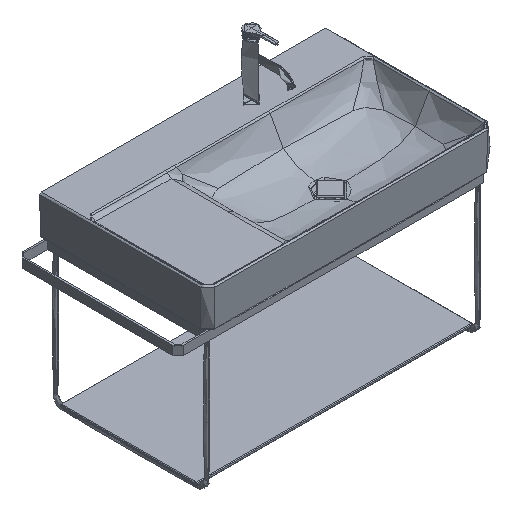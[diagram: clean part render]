
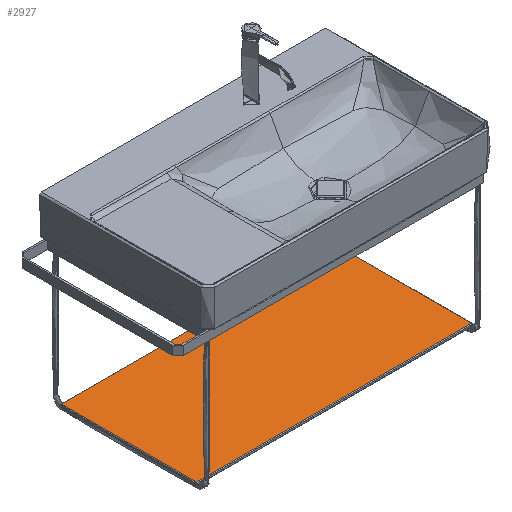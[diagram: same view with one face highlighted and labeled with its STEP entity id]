
A CAD part, isometric view. The second image highlights one B-rep face of the part: STEP entity #2927.
In plain terms, the highlighted free-form (B-spline) face has degree [1, 1] with [2, 2] control points.
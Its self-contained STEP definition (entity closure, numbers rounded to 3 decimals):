
#2927=ADVANCED_FACE('',(#3823),#28258,.T.);
#3823=FACE_OUTER_BOUND('',#4782,.T.);
#4782=EDGE_LOOP('',(#8935,#8936,#8937,#8938));
#8935=ORIENTED_EDGE('',*,*,#21620,.T.);
#8936=ORIENTED_EDGE('',*,*,#21601,.F.);
#8937=ORIENTED_EDGE('',*,*,#21618,.F.);
#8938=ORIENTED_EDGE('',*,*,#21621,.T.);
#13089=PCURVE('',#28250,#17275);
#13117=PCURVE('',#28257,#17303);
#13121=PCURVE('',#28258,#17307);
#13122=PCURVE('',#28258,#17308);
#13123=PCURVE('',#28258,#17309);
#13124=PCURVE('',#28258,#17310);
#13128=PCURVE('',#28259,#17314);
#13132=PCURVE('',#28260,#17318);
#17275=DEFINITIONAL_REPRESENTATION('',(#26529),#130170);
#17303=DEFINITIONAL_REPRESENTATION('',(#26574),#130170);
#17307=DEFINITIONAL_REPRESENTATION('',(#26580),#130170);
#17308=DEFINITIONAL_REPRESENTATION('',(#26581),#130170);
#17309=DEFINITIONAL_REPRESENTATION('',(#26582),#130170);
#17310=DEFINITIONAL_REPRESENTATION('',(#26584),#130170);
#17314=DEFINITIONAL_REPRESENTATION('',(#26589),#130170);
#17318=DEFINITIONAL_REPRESENTATION('',(#26595),#130170);
#19458=SURFACE_CURVE('',#26528,(#13089,#13122),.PCURVE_S1.);
#19475=SURFACE_CURVE('',#26573,(#13117,#13123),.PCURVE_S1.);
#19477=SURFACE_CURVE('',#26579,(#13121,#13128),.PCURVE_S1.);
#19478=SURFACE_CURVE('',#26583,(#13124,#13132),.PCURVE_S1.);
#21601=EDGE_CURVE('',#27909,#27910,#19458,.T.);
#21618=EDGE_CURVE('',#27920,#27909,#19475,.T.);
#21620=EDGE_CURVE('',#27921,#27910,#19477,.T.);
#21621=EDGE_CURVE('',#27920,#27921,#19478,.T.);
#26528=B_SPLINE_CURVE_WITH_KNOTS('',1,(#129952,#129953),.UNSPECIFIED.,.F.,
 .F.,(2,2),(0.,377.),.UNSPECIFIED.);
#26529=B_SPLINE_CURVE_WITH_KNOTS('',1,(#129954,#129955),.UNSPECIFIED.,.F.,
 .F.,(2,2),(0.,377.),.UNSPECIFIED.);
#26573=B_SPLINE_CURVE_WITH_KNOTS('',1,(#130042,#130043),.UNSPECIFIED.,.F.,
 .F.,(2,2),(-767.5,0.),.UNSPECIFIED.);
#26574=B_SPLINE_CURVE_WITH_KNOTS('',1,(#130044,#130045),.UNSPECIFIED.,.F.,
 .F.,(2,2),(-767.5,0.),.UNSPECIFIED.);
#26579=B_SPLINE_CURVE_WITH_KNOTS('',1,(#130054,#130055),.UNSPECIFIED.,.F.,
 .F.,(2,2),(0.,767.5),.UNSPECIFIED.);
#26580=B_SPLINE_CURVE_WITH_KNOTS('',1,(#130056,#130057),.UNSPECIFIED.,.F.,
 .F.,(2,2),(0.,767.5),.UNSPECIFIED.);
#26581=B_SPLINE_CURVE_WITH_KNOTS('',1,(#130058,#130059),.UNSPECIFIED.,.F.,
 .F.,(2,2),(0.,377.),.UNSPECIFIED.);
#26582=B_SPLINE_CURVE_WITH_KNOTS('',1,(#130060,#130061),.UNSPECIFIED.,.F.,
 .F.,(2,2),(-767.5,0.),.UNSPECIFIED.);
#26583=B_SPLINE_CURVE_WITH_KNOTS('',1,(#130062,#130063),.UNSPECIFIED.,.F.,
 .F.,(2,2),(0.,377.),.UNSPECIFIED.);
#26584=B_SPLINE_CURVE_WITH_KNOTS('',1,(#130064,#130065),.UNSPECIFIED.,.F.,
 .F.,(2,2),(0.,377.),.UNSPECIFIED.);
#26589=B_SPLINE_CURVE_WITH_KNOTS('',1,(#130074,#130075),.UNSPECIFIED.,.F.,
 .F.,(2,2),(0.,767.5),.UNSPECIFIED.);
#26595=B_SPLINE_CURVE_WITH_KNOTS('',1,(#130086,#130087),.UNSPECIFIED.,.F.,
 .F.,(2,2),(0.,377.),.UNSPECIFIED.);
#27909=VERTEX_POINT('',#129909);
#27910=VERTEX_POINT('',#129910);
#27920=VERTEX_POINT('',#129920);
#27921=VERTEX_POINT('',#129921);
#28250=B_SPLINE_SURFACE_WITH_KNOTS('',1,1,((#129836,#129837),(#129838,#129839)),
 .UNSPECIFIED.,.F.,.F.,.F.,(2,2),(2,2),(-1.358,1.358),
(-227.16,227.16),.UNSPECIFIED.);
#28257=B_SPLINE_SURFACE_WITH_KNOTS('',1,1,((#129864,#129865),(#129866,#129867)),
 .UNSPECIFIED.,.F.,.F.,.F.,(2,2),(2,2),(-462.36,462.36),(-1.358,
1.358),.UNSPECIFIED.);
#28258=B_SPLINE_SURFACE_WITH_KNOTS('',1,1,((#129868,#129869),(#129870,#129871)),
 .UNSPECIFIED.,.F.,.F.,.F.,(2,2),(2,2),(-460.56,460.56),(-226.26,226.26),
 .UNSPECIFIED.);
#28259=B_SPLINE_SURFACE_WITH_KNOTS('',1,1,((#129872,#129873),(#129874,#129875)),
 .UNSPECIFIED.,.F.,.F.,.F.,(2,2),(2,2),(-461.01,461.01),(-1.358,
1.358),.UNSPECIFIED.);
#28260=B_SPLINE_SURFACE_WITH_KNOTS('',1,1,((#129876,#129877),(#129878,#129879)),
 .UNSPECIFIED.,.F.,.F.,.F.,(2,2),(2,2),(-227.61,227.61),(-1.358,
1.358),.UNSPECIFIED.);
#129836=CARTESIAN_POINT('',(386.031,206.252,-421.411));
#129837=CARTESIAN_POINT('',(386.031,-248.068,-421.411));
#129838=CARTESIAN_POINT('',(384.111,206.252,-419.491));
#129839=CARTESIAN_POINT('',(384.111,-248.068,-419.491));
#129864=CARTESIAN_POINT('',(462.931,168.552,-421.411));
#129865=CARTESIAN_POINT('',(462.931,166.632,-419.491));
#129866=CARTESIAN_POINT('',(-461.789,168.552,-421.411));
#129867=CARTESIAN_POINT('',(-461.789,166.632,-419.491));
#129868=CARTESIAN_POINT('',(461.131,204.602,-419.701));
#129869=CARTESIAN_POINT('',(461.131,-247.918,-419.701));
#129870=CARTESIAN_POINT('',(-459.989,204.602,-419.701));
#129871=CARTESIAN_POINT('',(-459.989,-247.918,-419.701));
#129872=CARTESIAN_POINT('',(-460.814,-211.868,-421.411));
#129873=CARTESIAN_POINT('',(-460.814,-209.948,-419.491));
#129874=CARTESIAN_POINT('',(461.206,-211.868,-421.411));
#129875=CARTESIAN_POINT('',(461.206,-209.948,-419.491));
#129876=CARTESIAN_POINT('',(-384.889,206.327,-421.411));
#129877=CARTESIAN_POINT('',(-382.969,206.327,-419.491));
#129878=CARTESIAN_POINT('',(-384.889,-248.893,-421.411));
#129879=CARTESIAN_POINT('',(-382.969,-248.893,-419.491));
#129909=CARTESIAN_POINT('',(384.321,166.842,-419.701));
#129910=CARTESIAN_POINT('',(384.321,-210.158,-419.701));
#129920=CARTESIAN_POINT('',(-383.179,166.842,-419.701));
#129921=CARTESIAN_POINT('',(-383.179,-210.158,-419.701));
#129952=CARTESIAN_POINT('',(384.321,166.842,-419.701));
#129953=CARTESIAN_POINT('',(384.321,-210.158,-419.701));
#129954=CARTESIAN_POINT('',(1.061,-187.75));
#129955=CARTESIAN_POINT('',(1.061,189.25));
#130042=CARTESIAN_POINT('',(-383.179,166.842,-419.701));
#130043=CARTESIAN_POINT('',(384.321,166.842,-419.701));
#130044=CARTESIAN_POINT('',(383.75,1.061));
#130045=CARTESIAN_POINT('',(-383.75,1.061));
#130054=CARTESIAN_POINT('',(-383.179,-210.158,-419.701));
#130055=CARTESIAN_POINT('',(384.321,-210.158,-419.701));
#130056=CARTESIAN_POINT('',(383.75,188.5));
#130057=CARTESIAN_POINT('',(-383.75,188.5));
#130058=CARTESIAN_POINT('',(-383.75,-188.5));
#130059=CARTESIAN_POINT('',(-383.75,188.5));
#130060=CARTESIAN_POINT('',(383.75,-188.5));
#130061=CARTESIAN_POINT('',(-383.75,-188.5));
#130062=CARTESIAN_POINT('',(-383.179,166.842,-419.701));
#130063=CARTESIAN_POINT('',(-383.179,-210.158,-419.701));
#130064=CARTESIAN_POINT('',(383.75,-188.5));
#130065=CARTESIAN_POINT('',(383.75,188.5));
#130074=CARTESIAN_POINT('',(-383.375,1.061));
#130075=CARTESIAN_POINT('',(384.125,1.061));
#130086=CARTESIAN_POINT('',(-188.125,1.061));
#130087=CARTESIAN_POINT('',(188.875,1.061));
#130170=(
GEOMETRIC_REPRESENTATION_CONTEXT(2)
PARAMETRIC_REPRESENTATION_CONTEXT()
REPRESENTATION_CONTEXT('pspace','')
);
